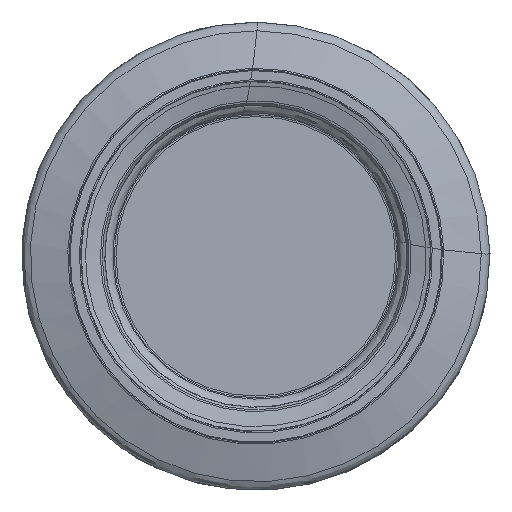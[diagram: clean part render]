
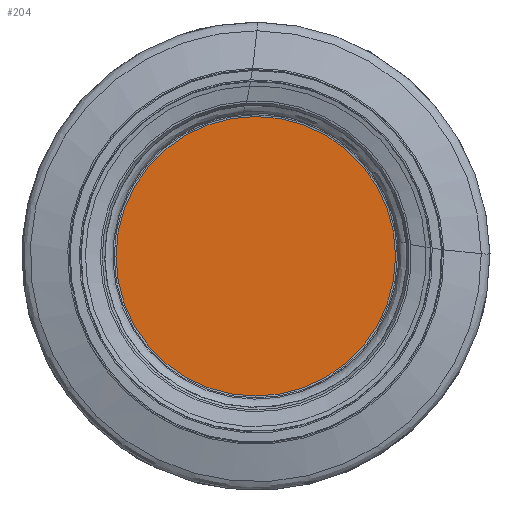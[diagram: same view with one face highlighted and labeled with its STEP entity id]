
A CAD part, left-side view. The second image highlights one B-rep face of the part: STEP entity #204.
In plain terms, the highlighted planar face has unit normal (-1, 0, 0).
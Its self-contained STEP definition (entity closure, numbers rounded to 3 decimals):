
#33=PLANE('',#1430);
#204=ADVANCED_FACE('',(#375),#33,.F.);
#375=FACE_OUTER_BOUND('',#463,.T.);
#463=EDGE_LOOP('',(#907));
#573=CIRCLE('',#1429,23.882);
#907=ORIENTED_EDGE('',*,*,#1191,.T.);
#1017=VERTEX_POINT('',#3071);
#1191=EDGE_CURVE('',#1017,#1017,#573,.T.);
#1429=AXIS2_PLACEMENT_3D('',#3070,#1720,#1721);
#1430=AXIS2_PLACEMENT_3D('',#3072,#1722,#1723);
#1720=DIRECTION('',(-1.,0.,0.));
#1721=DIRECTION('',(0.,0.,1.));
#1722=DIRECTION('',(1.,0.,0.));
#1723=DIRECTION('',(0.,0.,-1.));
#3070=CARTESIAN_POINT('',(3.5,0.,0.));
#3071=CARTESIAN_POINT('',(3.5,0.,23.882));
#3072=CARTESIAN_POINT('',(3.5,23.882,0.));
